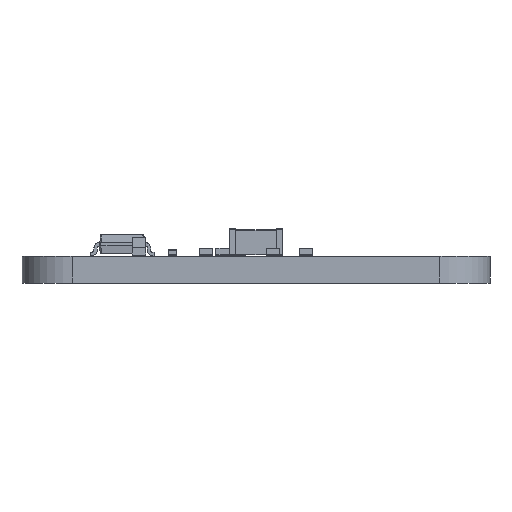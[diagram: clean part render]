
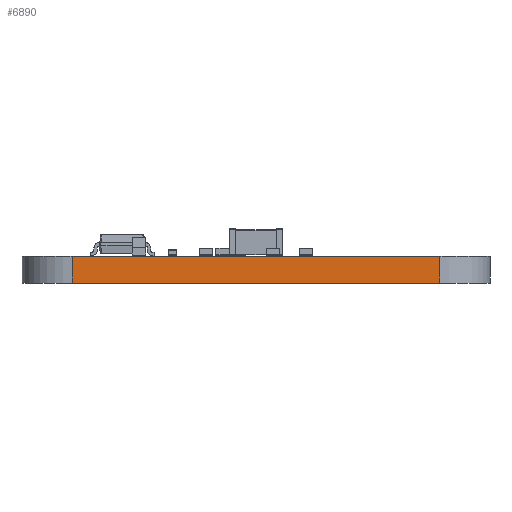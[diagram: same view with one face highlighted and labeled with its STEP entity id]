
A CAD part, left-side view. The second image highlights one B-rep face of the part: STEP entity #6890.
In plain terms, the highlighted planar face has unit normal (-1, 0, 0).
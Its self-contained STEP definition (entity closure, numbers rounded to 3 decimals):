
#6204 = VERTEX_POINT('',#6205);
#6205 = CARTESIAN_POINT('',(105.,-61.,0.));
#6212 = EDGE_CURVE('',#6204,#6213,#6215,.T.);
#6213 = VERTEX_POINT('',#6214);
#6214 = CARTESIAN_POINT('',(105.,-39.,0.));
#6215 = LINE('',#6216,#6217);
#6216 = CARTESIAN_POINT('',(105.,-61.,0.));
#6217 = VECTOR('',#6218,1.);
#6218 = DIRECTION('',(0.,1.,0.));
#6542 = VERTEX_POINT('',#6543);
#6543 = CARTESIAN_POINT('',(105.,-61.,1.6));
#6550 = EDGE_CURVE('',#6542,#6551,#6553,.T.);
#6551 = VERTEX_POINT('',#6552);
#6552 = CARTESIAN_POINT('',(105.,-39.,1.6));
#6553 = LINE('',#6554,#6555);
#6554 = CARTESIAN_POINT('',(105.,-61.,1.6));
#6555 = VECTOR('',#6556,1.);
#6556 = DIRECTION('',(0.,1.,0.));
#6860 = EDGE_CURVE('',#6213,#6551,#6861,.T.);
#6861 = LINE('',#6862,#6863);
#6862 = CARTESIAN_POINT('',(105.,-39.,0.));
#6863 = VECTOR('',#6864,1.);
#6864 = DIRECTION('',(0.,0.,1.));
#6890 = ADVANCED_FACE('',(#6891),#6902,.T.);
#6891 = FACE_BOUND('',#6892,.T.);
#6892 = EDGE_LOOP('',(#6893,#6899,#6900,#6901));
#6893 = ORIENTED_EDGE('',*,*,#6894,.T.);
#6894 = EDGE_CURVE('',#6204,#6542,#6895,.T.);
#6895 = LINE('',#6896,#6897);
#6896 = CARTESIAN_POINT('',(105.,-61.,0.));
#6897 = VECTOR('',#6898,1.);
#6898 = DIRECTION('',(0.,0.,1.));
#6899 = ORIENTED_EDGE('',*,*,#6550,.T.);
#6900 = ORIENTED_EDGE('',*,*,#6860,.F.);
#6901 = ORIENTED_EDGE('',*,*,#6212,.F.);
#6902 = PLANE('',#6903);
#6903 = AXIS2_PLACEMENT_3D('',#6904,#6905,#6906);
#6904 = CARTESIAN_POINT('',(105.,-61.,0.));
#6905 = DIRECTION('',(-1.,0.,0.));
#6906 = DIRECTION('',(0.,1.,0.));
